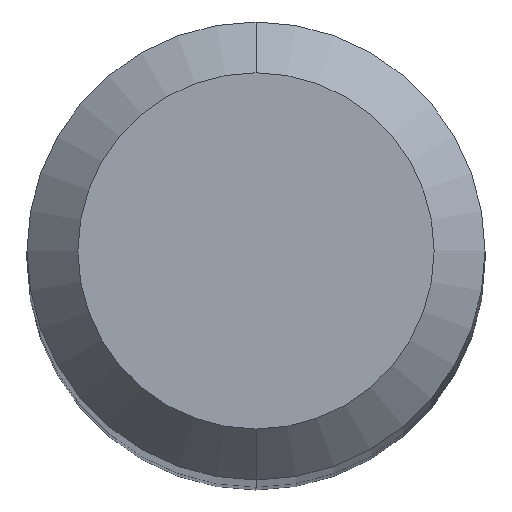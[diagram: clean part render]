
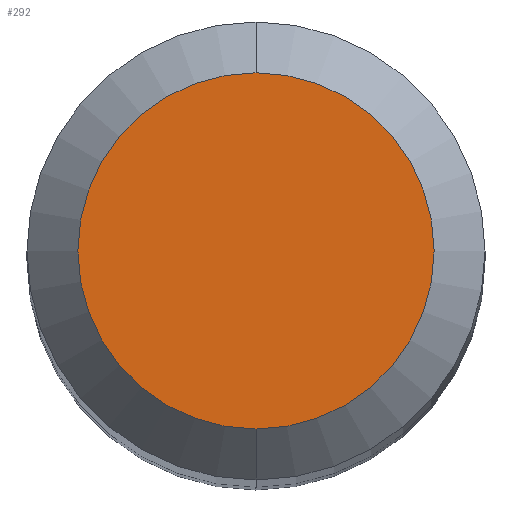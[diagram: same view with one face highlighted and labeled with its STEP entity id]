
A CAD part, top view. The second image highlights one B-rep face of the part: STEP entity #292.
In plain terms, the highlighted planar face has unit normal (0, 0, 1).
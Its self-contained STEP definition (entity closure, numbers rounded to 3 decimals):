
#4 = VERTEX_POINT ( 'NONE', #246 ) ;
#6 = DIRECTION ( 'NONE',  ( 0., 1., 0. ) ) ;
#13 = CARTESIAN_POINT ( 'NONE',  ( 0., 0., 58. ) ) ;
#91 = EDGE_CURVE ( 'NONE', #280, #4, #158, .T. ) ;
#107 = ORIENTED_EDGE ( 'NONE', *, *, #91, .F. ) ;
#124 = CARTESIAN_POINT ( 'NONE',  ( 0., 1.75, 58. ) ) ;
#133 = AXIS2_PLACEMENT_3D ( 'NONE', #213, #139, #6 ) ;
#138 = ORIENTED_EDGE ( 'NONE', *, *, #151, .F. ) ;
#139 = DIRECTION ( 'NONE',  ( 0., 0., -1. ) ) ;
#147 = FACE_OUTER_BOUND ( 'NONE', #217, .T. ) ;
#150 = DIRECTION ( 'NONE',  ( 0., 0., -1. ) ) ;
#151 = EDGE_CURVE ( 'NONE', #4, #280, #179, .T. ) ;
#158 = CIRCLE ( 'NONE', #133, 1.75 ) ;
#179 = CIRCLE ( 'NONE', #271, 1.75 ) ;
#213 = CARTESIAN_POINT ( 'NONE',  ( 0., 0., 58. ) ) ;
#217 = EDGE_LOOP ( 'NONE', ( #107, #138 ) ) ;
#223 = DIRECTION ( 'NONE',  ( 0., 1., 0. ) ) ;
#228 = PLANE ( 'NONE',  #260 ) ;
#246 = CARTESIAN_POINT ( 'NONE',  ( 0., -1.75, 58. ) ) ;
#260 = AXIS2_PLACEMENT_3D ( 'NONE', #13, #150, #330 ) ;
#267 = DIRECTION ( 'NONE',  ( 0., 0., -1. ) ) ;
#271 = AXIS2_PLACEMENT_3D ( 'NONE', #322, #267, #223 ) ;
#280 = VERTEX_POINT ( 'NONE', #124 ) ;
#292 = ADVANCED_FACE ( 'NONE', ( #147 ), #228, .F. ) ;
#322 = CARTESIAN_POINT ( 'NONE',  ( 0., 0., 58. ) ) ;
#330 = DIRECTION ( 'NONE',  ( 0., 1., 0. ) ) ;
